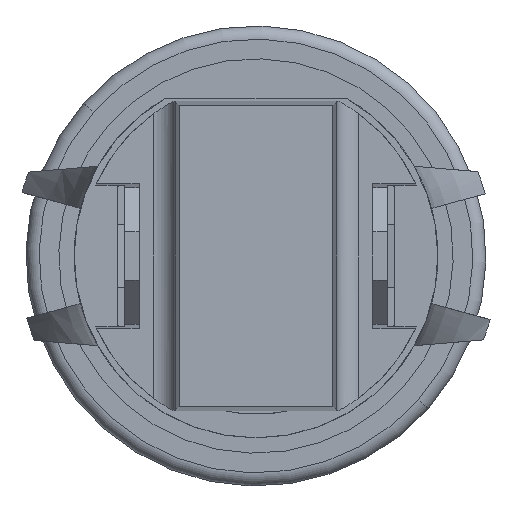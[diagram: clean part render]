
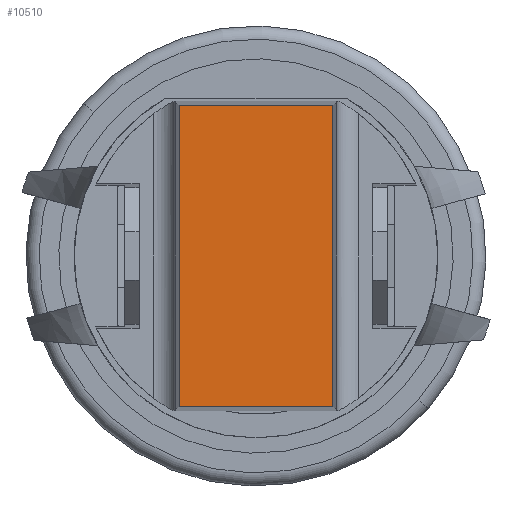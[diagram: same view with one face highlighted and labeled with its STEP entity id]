
A CAD part, front view. The second image highlights one B-rep face of the part: STEP entity #10510.
In plain terms, the highlighted planar face has unit normal (0, -1, 0).
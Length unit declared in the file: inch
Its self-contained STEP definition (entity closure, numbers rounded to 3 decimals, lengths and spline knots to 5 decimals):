
#659 = DIRECTION ( 'NONE',  ( -1., 0., 0. ) ) ;
#739 = VERTEX_POINT ( 'NONE', #18385 ) ;
#877 = ORIENTED_EDGE ( 'NONE', *, *, #7706, .F. ) ;
#1153 = FACE_OUTER_BOUND ( 'NONE', #5774, .T. ) ;
#1454 = DIRECTION ( 'NONE',  ( -1., 0., 0. ) ) ;
#1957 = VECTOR ( 'NONE', #659, 39.37008 ) ;
#2110 = VERTEX_POINT ( 'NONE', #4923 ) ;
#2497 = LINE ( 'NONE', #15251, #6380 ) ;
#3254 = ORIENTED_EDGE ( 'NONE', *, *, #7315, .T. ) ;
#3599 = CARTESIAN_POINT ( 'NONE',  ( 0.212, -0.337, -0.10512 ) ) ;
#4923 = CARTESIAN_POINT ( 'NONE',  ( 0.20612, -0.337, 0.10512 ) ) ;
#5774 = EDGE_LOOP ( 'NONE', ( #5822, #10192, #877, #3254 ) ) ;
#5822 = ORIENTED_EDGE ( 'NONE', *, *, #13876, .T. ) ;
#5991 = VERTEX_POINT ( 'NONE', #11485 ) ;
#6334 = DIRECTION ( 'NONE',  ( 0., 1., 0. ) ) ;
#6380 = VECTOR ( 'NONE', #13696, 39.37008 ) ;
#7315 = EDGE_CURVE ( 'NONE', #2110, #739, #18403, .T. ) ;
#7706 = EDGE_CURVE ( 'NONE', #2110, #5991, #12891, .T. ) ;
#10192 = ORIENTED_EDGE ( 'NONE', *, *, #18611, .F. ) ;
#10510 = ADVANCED_FACE ( 'NONE', ( #1153 ), #17890, .F. ) ;
#11001 = DIRECTION ( 'NONE',  ( 0., 0., -1. ) ) ;
#11485 = CARTESIAN_POINT ( 'NONE',  ( 0.20612, -0.337, -0.10512 ) ) ;
#12052 = CARTESIAN_POINT ( 'NONE',  ( 0.212, -0.337, 0.111 ) ) ;
#12423 = AXIS2_PLACEMENT_3D ( 'NONE', #12052, #6334, #16496 ) ;
#12891 = LINE ( 'NONE', #16830, #16341 ) ;
#13064 = LINE ( 'NONE', #3599, #1957 ) ;
#13587 = VECTOR ( 'NONE', #1454, 39.37008 ) ;
#13696 = DIRECTION ( 'NONE',  ( 0., 0., -1. ) ) ;
#13876 = EDGE_CURVE ( 'NONE', #739, #14358, #2497, .T. ) ;
#14358 = VERTEX_POINT ( 'NONE', #16398 ) ;
#15251 = CARTESIAN_POINT ( 'NONE',  ( -0.20612, -0.337, 0.111 ) ) ;
#16341 = VECTOR ( 'NONE', #11001, 39.37008 ) ;
#16398 = CARTESIAN_POINT ( 'NONE',  ( -0.20612, -0.337, -0.10512 ) ) ;
#16496 = DIRECTION ( 'NONE',  ( 0., 0., 1. ) ) ;
#16830 = CARTESIAN_POINT ( 'NONE',  ( 0.20612, -0.337, 0.111 ) ) ;
#17421 = CARTESIAN_POINT ( 'NONE',  ( 0.212, -0.337, 0.10512 ) ) ;
#17890 = PLANE ( 'NONE',  #12423 ) ;
#18385 = CARTESIAN_POINT ( 'NONE',  ( -0.20612, -0.337, 0.10512 ) ) ;
#18403 = LINE ( 'NONE', #17421, #13587 ) ;
#18611 = EDGE_CURVE ( 'NONE', #5991, #14358, #13064, .T. ) ;
